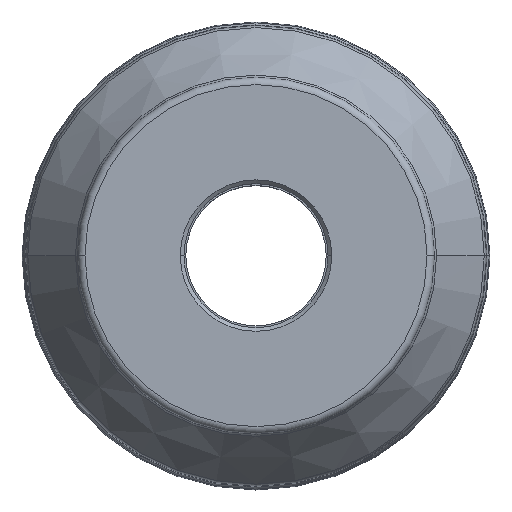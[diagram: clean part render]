
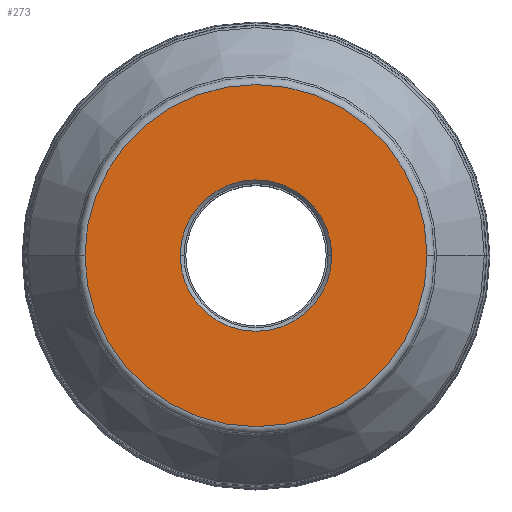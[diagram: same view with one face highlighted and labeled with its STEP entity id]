
A CAD part, top view. The second image highlights one B-rep face of the part: STEP entity #273.
In plain terms, the highlighted planar face has unit normal (0, 0, 1).
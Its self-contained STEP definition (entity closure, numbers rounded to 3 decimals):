
#30=PLANE('',#2449);
#37=FACE_BOUND('',#530,.T.);
#38=FACE_BOUND('',#531,.T.);
#273=ADVANCED_FACE('',(#37,#38),#30,.F.);
#530=EDGE_LOOP('',(#969,#970,#971,#972));
#531=EDGE_LOOP('',(#973,#974,#975,#976));
#969=ORIENTED_EDGE('',*,*,#1534,.F.);
#970=ORIENTED_EDGE('',*,*,#1538,.F.);
#971=ORIENTED_EDGE('',*,*,#1537,.T.);
#972=ORIENTED_EDGE('',*,*,#1535,.T.);
#973=ORIENTED_EDGE('',*,*,#1539,.T.);
#974=ORIENTED_EDGE('',*,*,#1540,.T.);
#975=ORIENTED_EDGE('',*,*,#1541,.T.);
#976=ORIENTED_EDGE('',*,*,#1542,.T.);
#1269=VERTEX_POINT('',#5012);
#1270=VERTEX_POINT('',#5014);
#1271=VERTEX_POINT('',#5016);
#1272=VERTEX_POINT('',#5020);
#1273=VERTEX_POINT('',#5024);
#1274=VERTEX_POINT('',#5025);
#1275=VERTEX_POINT('',#5027);
#1276=VERTEX_POINT('',#5029);
#1534=EDGE_CURVE('',#1269,#1270,#1873,.T.);
#1535=EDGE_CURVE('',#1271,#1270,#1874,.T.);
#1537=EDGE_CURVE('',#1272,#1271,#1876,.T.);
#1538=EDGE_CURVE('',#1272,#1269,#1877,.T.);
#1539=EDGE_CURVE('',#1273,#1274,#1878,.T.);
#1540=EDGE_CURVE('',#1274,#1275,#1879,.T.);
#1541=EDGE_CURVE('',#1275,#1276,#1880,.T.);
#1542=EDGE_CURVE('',#1276,#1273,#1881,.T.);
#1873=CIRCLE('',#2438,46.419);
#1874=CIRCLE('',#2439,46.419);
#1876=CIRCLE('',#2442,46.419);
#1877=CIRCLE('',#2443,46.419);
#1878=CIRCLE('',#2445,20.55);
#1879=CIRCLE('',#2446,20.55);
#1880=CIRCLE('',#2447,20.55);
#1881=CIRCLE('',#2448,20.55);
#2438=AXIS2_PLACEMENT_3D('',#5013,#3031,#3032);
#2439=AXIS2_PLACEMENT_3D('',#5015,#3033,#3034);
#2442=AXIS2_PLACEMENT_3D('',#5019,#3039,#3040);
#2443=AXIS2_PLACEMENT_3D('',#5021,#3041,#3042);
#2445=AXIS2_PLACEMENT_3D('',#5023,#3045,#3046);
#2446=AXIS2_PLACEMENT_3D('',#5026,#3047,#3048);
#2447=AXIS2_PLACEMENT_3D('',#5028,#3049,#3050);
#2448=AXIS2_PLACEMENT_3D('',#5030,#3051,#3052);
#2449=AXIS2_PLACEMENT_3D('',#5031,#3053,#3054);
#3031=DIRECTION('',(0.,0.,-1.));
#3032=DIRECTION('',(-1.,0.,0.));
#3033=DIRECTION('',(0.,0.,1.));
#3034=DIRECTION('',(1.,0.,0.));
#3039=DIRECTION('',(0.,0.,1.));
#3040=DIRECTION('',(1.,0.,0.));
#3041=DIRECTION('',(0.,0.,-1.));
#3042=DIRECTION('',(-1.,0.,0.));
#3045=DIRECTION('',(0.,0.,-1.));
#3046=DIRECTION('',(0.,1.,0.));
#3047=DIRECTION('',(0.,0.,-1.));
#3048=DIRECTION('',(1.,0.,0.));
#3049=DIRECTION('',(0.,0.,-1.));
#3050=DIRECTION('',(0.,-1.,0.));
#3051=DIRECTION('',(0.,0.,-1.));
#3052=DIRECTION('',(-1.,0.,0.));
#3053=DIRECTION('',(0.,0.,-1.));
#3054=DIRECTION('',(1.,0.,0.));
#5012=CARTESIAN_POINT('',(-46.419,0.,0.));
#5013=CARTESIAN_POINT('',(0.,0.,0.));
#5014=CARTESIAN_POINT('',(-46.419,0.021,0.));
#5015=CARTESIAN_POINT('',(0.,0.,0.));
#5016=CARTESIAN_POINT('',(46.419,0.,0.));
#5019=CARTESIAN_POINT('',(0.,0.,0.));
#5020=CARTESIAN_POINT('',(46.419,-0.021,0.));
#5021=CARTESIAN_POINT('',(0.,0.,0.));
#5023=CARTESIAN_POINT('',(0.,0.,0.));
#5024=CARTESIAN_POINT('',(0.,20.55,0.));
#5025=CARTESIAN_POINT('',(20.55,0.,0.));
#5026=CARTESIAN_POINT('',(0.,0.,0.));
#5027=CARTESIAN_POINT('',(0.,-20.55,0.));
#5028=CARTESIAN_POINT('',(0.,0.,0.));
#5029=CARTESIAN_POINT('',(-20.55,0.,0.));
#5030=CARTESIAN_POINT('',(0.,0.,0.));
#5031=CARTESIAN_POINT('',(0.,0.,0.));
